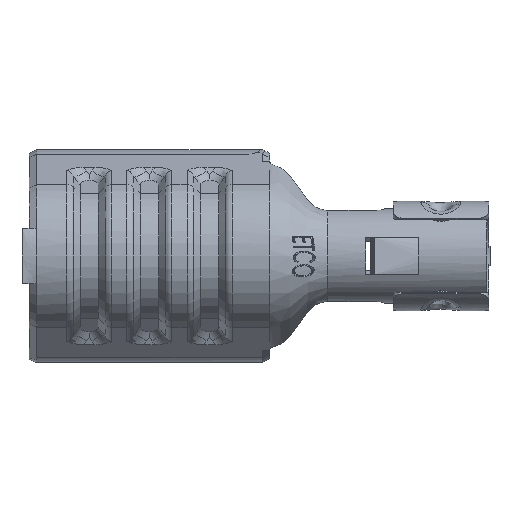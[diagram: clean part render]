
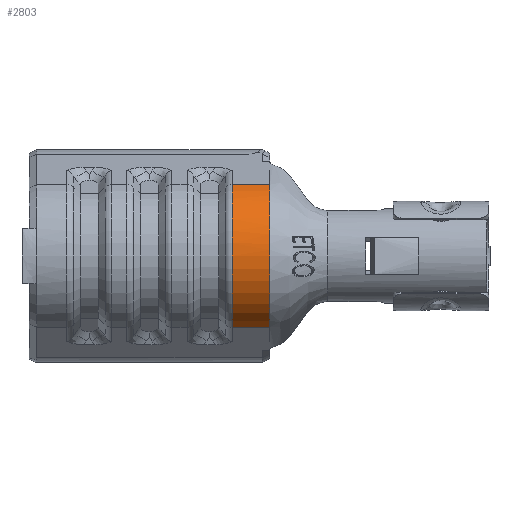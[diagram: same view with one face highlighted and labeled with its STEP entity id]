
A CAD part, front view. The second image highlights one B-rep face of the part: STEP entity #2803.
In plain terms, the highlighted cylindrical face has radius 4.216 mm (diameter 8.433 mm), a partial arc.
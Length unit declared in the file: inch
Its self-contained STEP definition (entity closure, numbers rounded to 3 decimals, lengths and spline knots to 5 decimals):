
#541 = ORIENTED_EDGE ( 'NONE', *, *, #7772, .F. ) ;
#850 = DIRECTION ( 'NONE',  ( -1., 0., 0. ) ) ;
#857 = FACE_OUTER_BOUND ( 'NONE', #13278, .T. ) ;
#950 = VERTEX_POINT ( 'NONE', #8008 ) ;
#988 = CARTESIAN_POINT ( 'NONE',  ( -0.462, -0.13978, 0.04792 ) ) ;
#1072 = VECTOR ( 'NONE', #850, 39.37008 ) ;
#1268 = DIRECTION ( 'NONE',  ( 1., 0., 0. ) ) ;
#2021 = CARTESIAN_POINT ( 'NONE',  ( -0.462, -0.0612, 0.14489 ) ) ;
#2218 = DIRECTION ( 'NONE',  ( -1., 0., 0. ) ) ;
#2627 = CIRCLE ( 'NONE', #10519, 0.166 ) ;
#2803 = ADVANCED_FACE ( 'NONE', ( #857 ), #5111, .T. ) ;
#3068 = DIRECTION ( 'NONE',  ( 1., 0., 0. ) ) ;
#3149 = B_SPLINE_CURVE_WITH_KNOTS ( 'NONE', 3,
 ( #11683, #2021, #6302, #10628, #988, #5247, #9578 ),
 .UNSPECIFIED., .F., .F.,
 ( 4, 1, 1, 1, 4 ),
 ( 0., 0.25, 0.5, 0.75, 1. ),
 .UNSPECIFIED. ) ;
#3712 = ORIENTED_EDGE ( 'NONE', *, *, #13850, .F. ) ;
#4063 = DIRECTION ( 'NONE',  ( 0., 0., 1. ) ) ;
#4121 = LINE ( 'NONE', #11884, #13849 ) ;
#4466 = VERTEX_POINT ( 'NONE', #7870 ) ;
#5111 = CYLINDRICAL_SURFACE ( 'NONE', #13744, 0.166 ) ;
#5247 = CARTESIAN_POINT ( 'NONE',  ( -0.462, -0.1445, 0.01618 ) ) ;
#5533 = DIRECTION ( 'NONE',  ( 0., 0., -1. ) ) ;
#5672 = AXIS2_PLACEMENT_3D ( 'NONE', #10912, #1268, #5533 ) ;
#5829 = VERTEX_POINT ( 'NONE', #12103 ) ;
#6160 = LINE ( 'NONE', #10487, #1072 ) ;
#6302 = CARTESIAN_POINT ( 'NONE',  ( -0.462, -0.08875, 0.12716 ) ) ;
#7191 = ORIENTED_EDGE ( 'NONE', *, *, #13848, .T. ) ;
#7363 = DIRECTION ( 'NONE',  ( 0., 0., 1. ) ) ;
#7772 = EDGE_CURVE ( 'NONE', #9333, #11898, #12224, .T. ) ;
#7870 = CARTESIAN_POINT ( 'NONE',  ( -0.54222, -0.04599, -0.15166 ) ) ;
#8008 = CARTESIAN_POINT ( 'NONE',  ( -0.54222, -0.04599, 0.15166 ) ) ;
#8168 = CARTESIAN_POINT ( 'NONE',  ( -0.462, -0.1445, 0. ) ) ;
#8395 = ORIENTED_EDGE ( 'NONE', *, *, #9815, .F. ) ;
#8518 = ORIENTED_EDGE ( 'NONE', *, *, #12868, .T. ) ;
#9333 = VERTEX_POINT ( 'NONE', #8168 ) ;
#9432 = CARTESIAN_POINT ( 'NONE',  ( -0.462, 0.0215, 0. ) ) ;
#9578 = CARTESIAN_POINT ( 'NONE',  ( -0.462, -0.1445, 0. ) ) ;
#9815 = EDGE_CURVE ( 'NONE', #11898, #4466, #4121, .T. ) ;
#10487 = CARTESIAN_POINT ( 'NONE',  ( -0.462, -0.04599, 0.15166 ) ) ;
#10519 = AXIS2_PLACEMENT_3D ( 'NONE', #12737, #3068, #7363 ) ;
#10628 = CARTESIAN_POINT ( 'NONE',  ( -0.462, -0.11997, 0.09103 ) ) ;
#10755 = CARTESIAN_POINT ( 'NONE',  ( -0.462, -0.04599, -0.15166 ) ) ;
#10912 = CARTESIAN_POINT ( 'NONE',  ( -0.462, 0.0215, 0. ) ) ;
#11683 = CARTESIAN_POINT ( 'NONE',  ( -0.462, -0.04599, 0.15166 ) ) ;
#11884 = CARTESIAN_POINT ( 'NONE',  ( -0.462, -0.04599, -0.15166 ) ) ;
#11898 = VERTEX_POINT ( 'NONE', #10755 ) ;
#12103 = CARTESIAN_POINT ( 'NONE',  ( -0.462, -0.04599, 0.15166 ) ) ;
#12224 = CIRCLE ( 'NONE', #5672, 0.166 ) ;
#12737 = CARTESIAN_POINT ( 'NONE',  ( -0.54222, 0.0215, 0. ) ) ;
#12868 = EDGE_CURVE ( 'NONE', #5829, #950, #6160, .T. ) ;
#13278 = EDGE_LOOP ( 'NONE', ( #8518, #7191, #8395, #541, #3712 ) ) ;
#13728 = DIRECTION ( 'NONE',  ( -1., 0., 0. ) ) ;
#13744 = AXIS2_PLACEMENT_3D ( 'NONE', #9432, #13728, #4063 ) ;
#13848 = EDGE_CURVE ( 'NONE', #950, #4466, #2627, .T. ) ;
#13849 = VECTOR ( 'NONE', #2218, 39.37008 ) ;
#13850 = EDGE_CURVE ( 'NONE', #5829, #9333, #3149, .T. ) ;
